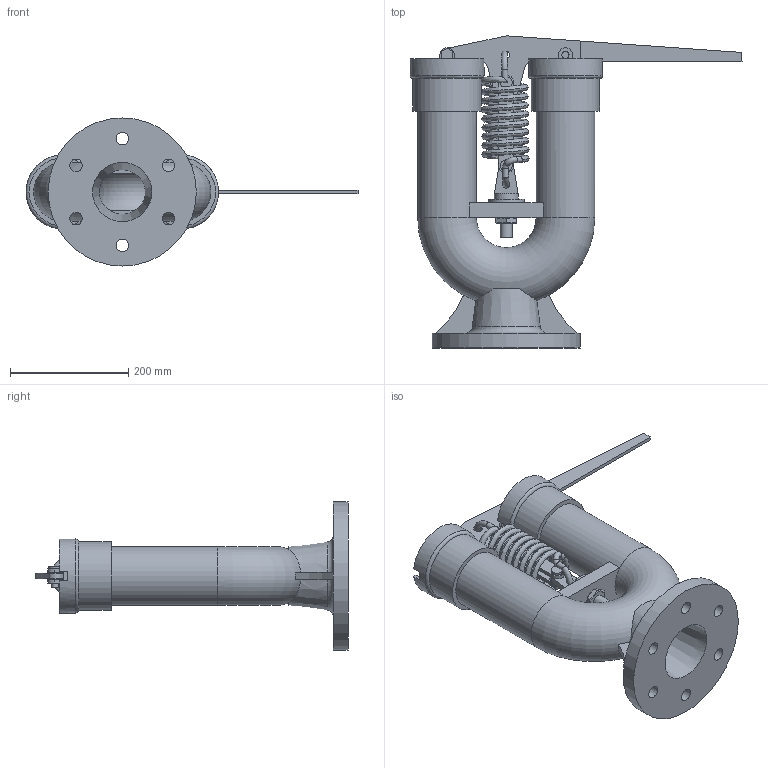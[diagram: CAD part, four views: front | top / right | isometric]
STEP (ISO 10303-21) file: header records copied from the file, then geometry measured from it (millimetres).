
FILE_DESCRIPTION(/* description */ (''),/* implementation_level */ '2;1');
FILE_NAME(/* name */ 'Ramsbottom v1.step',/* time_stamp */ '2022-07-14T23:06:45+05:30',/* author */ (''),/* organization */ (''),/* preprocessor_version */ 'ST-DEVELOPER v19',/* originating_system */ 'Autodesk Translation Framework v11.7.0.108',/* authorisation */ '');
FILE_SCHEMA (('AUTOMOTIVE_DESIGN { 1 0 10303 214 3 1 1 }'));
Length unit declared in the file: millimetre
Products named in the file (12): Ramsbottom; rams 1; rams3; rams8; rams 9; ramsbottom valve prt; rams 2; rams 10; rams9; rams4; rams7; rams6
Assembly tree (17 placements, depth 2):
  Ramsbottom
    rams 1
    rams 2  x2
    rams3
    rams4  x2
    rams6  x3
    rams7  x2
    rams8
    rams9  x2
    rams 9
    ramsbottom valve prt
    rams 10
Bounding box: 560.5 x 527.01 x 250 mm (x, y, z)
Volume: 5304357.8 mm3; surface area: 950830.9 mm2
Topology: 18 solids, 18 shells, 289 faces, 685 edges, 442 vertices
Faces by surface type: plane 166, cylinder 86, cone 21, torus 10, bspline 6
Full cylindrical faces by diameter (mm): 10 x7, 12 x15, 20 x5, 21 x6, 40 x1, 56 x2, 60 x1, 70 x2, 75 x2, 84.93 x2, 87.88 x4, 99 x2, 113 x2, 115 x2, 125 x2, 250 x1
Entity records: 12769 total; most frequent: CARTESIAN_POINT 7265, DIRECTION 1141, ORIENTED_EDGE 1024, EDGE_CURVE 512, AXIS2_PLACEMENT_3D 441, VERTEX_POINT 331, EDGE_LOOP 265, LINE 259
